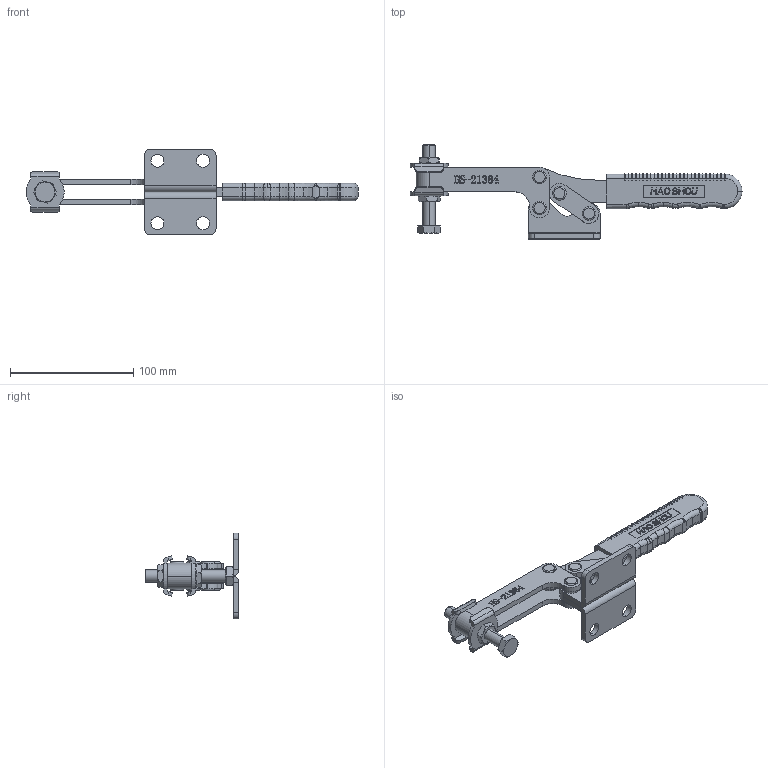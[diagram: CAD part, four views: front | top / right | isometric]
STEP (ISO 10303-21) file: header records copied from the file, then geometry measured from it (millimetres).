
FILE_DESCRIPTION (( 'STEP AP203' ), '1' );
FILE_NAME ('HS-21384 .STEP', '2022-09-06T10:29:45', ( '微软用户' ), ( '微软中国' ), 'SwSTEP 2.0', 'SolidWorks 2012', '' );
FILE_SCHEMA (( 'CONFIG_CONTROL_DESIGN' ));
Length unit declared in the file: millimetre
Products named in the file (13): HS-21384 ; す菜2; 21384揤參; hexagon head bolts--product grade c gb_GB_FASTENER_BOLT_HHBC M10X65-N; FW-21384; 忒參杶; 蟀裝; 菜え; hex thin nuts-grades ab-chamfered gb_GB_FASTENER_NUT_STNAB M10-N; 种; 忒參; 楊擘菁釱酘; 楊擘菁釱衵
Assembly tree (24 placements, depth 2):
  HS-21384 
    楊擘菁釱衵
    楊擘菁釱酘
    忒參
    种  x4
    hex thin nuts-grades ab-chamfered gb_GB_FASTENER_NUT_STNAB M10-N  x2
    菜え  x4
    蟀裝  x2
    忒參杶
    FW-21384  x2
    hexagon head bolts--product grade c gb_GB_FASTENER_BOLT_HHBC M10X65-N
    21384揤參
    す菜2  x4
Bounding box: 268.96 x 76.1 x 69.5 mm (x, y, z)
Volume: 74670.2 mm3; surface area: 67560.9 mm2
Topology: 22 solids, 28 shells, 1476 faces, 3830 edges, 2459 vertices
Faces by surface type: plane 872, cylinder 330, bspline 143, torus 95, cone 26, sphere 10
Entity records: 50408 total; most frequent: CARTESIAN_POINT 15814, ORIENTED_EDGE 7104, DIRECTION 6318, EDGE_CURVE 3554, LINE 2590, VECTOR 2590, VERTEX_POINT 2279, AXIS2_PLACEMENT_3D 1864
